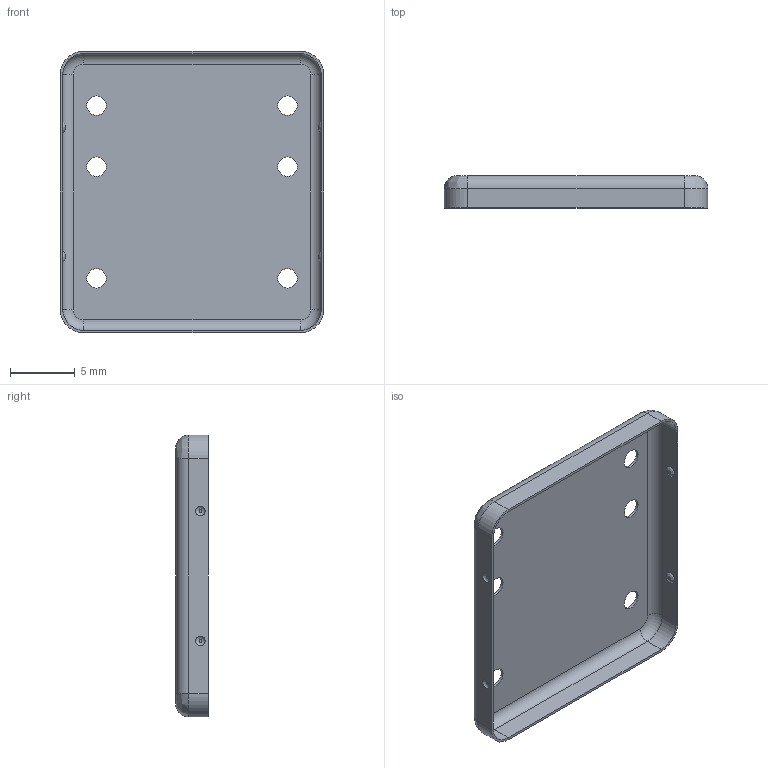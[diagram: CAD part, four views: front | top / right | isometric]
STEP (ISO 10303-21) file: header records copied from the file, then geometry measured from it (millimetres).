
FILE_DESCRIPTION( ( 'Unknown' ), '1' );
FILE_NAME( '3672213.stp', 'Unknown', ( 'Unknown' ), ( 'Unknown' ), 'PSStep 21.0.46', 'Unknown', ' ' );
FILE_SCHEMA( ( 'AUTOMOTIVE_DESIGN { 1 0 10303 214 1 1 1 1 }' ) );
Length unit declared in the file: millimetre
Products named in the file (1): MS213-10C
Bounding box: 20.3 x 2.5 x 21.7 mm (x, y, z)
Volume: 116.1 mm3; surface area: 1183.4 mm2
Topology: 1 solids, 1 shells, 57 faces, 136 edges, 90 vertices
Faces by surface type: cylinder 22, plane 19, bspline 12, torus 4
Full cylindrical faces by diameter (mm): 1.5 x6
Entity records: 2210 total; most frequent: CARTESIAN_POINT 518, DIRECTION 268, ORIENTED_EDGE 216, AXIS2_PLACEMENT_3D 114, EDGE_CURVE 108, EDGE_LOOP 92, VERTEX_POINT 76, FACE_OUTER_BOUND 71
